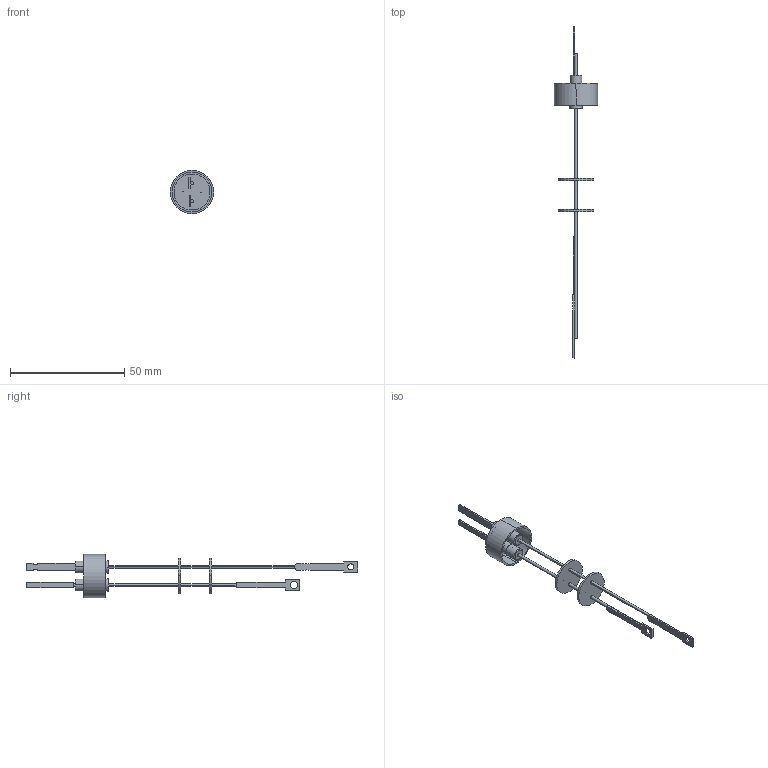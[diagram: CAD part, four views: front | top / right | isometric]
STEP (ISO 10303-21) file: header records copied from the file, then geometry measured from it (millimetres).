
FILE_DESCRIPTION (( 'STEP AP203' ), '1' );
FILE_NAME ('A0388-1-W.STEP', '2011-11-17T15:48:04', ( '' ), ( '' ), 'SwSTEP 2.0', 'SolidWorks 2011', '' );
FILE_SCHEMA (( 'CONFIG_CONTROL_DESIGN' ));
Length unit declared in the file: inch
Products named in the file (1): A0388-1-W
Bounding box: 18.97 x 145.16 x 18.97 mm (x, y, z)
Volume: 2140.3 mm3; surface area: 4536.8 mm2
Topology: 1 solids, 3 shells, 135 faces, 332 edges, 220 vertices
Faces by surface type: cylinder 68, plane 59, torus 4, cone 4
Entity records: 4168 total; most frequent: DIRECTION 763, CARTESIAN_POINT 688, ORIENTED_EDGE 664, EDGE_CURVE 332, AXIS2_PLACEMENT_3D 295, VERTEX_POINT 220, VECTOR 173, LINE 173
